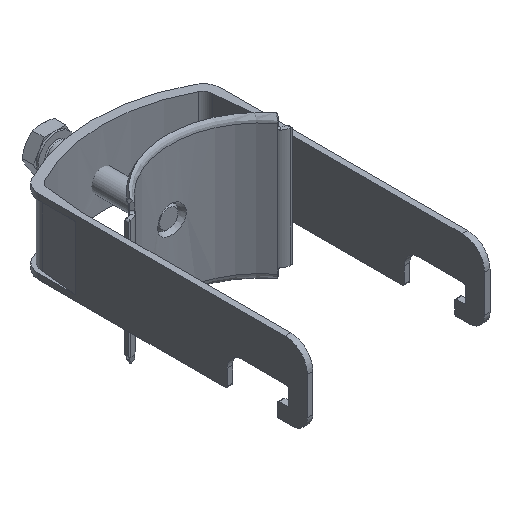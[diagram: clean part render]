
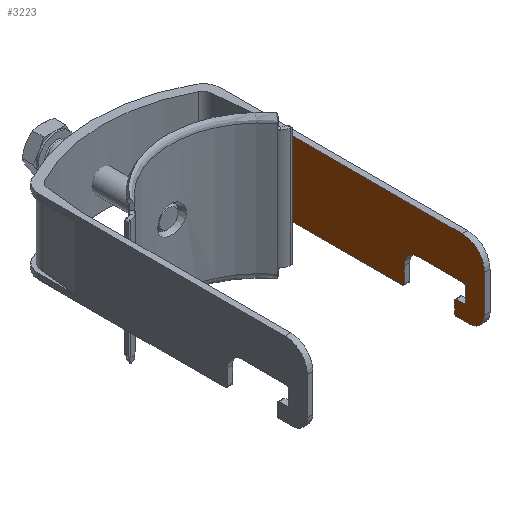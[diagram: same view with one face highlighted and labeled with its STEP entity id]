
A CAD part, isometric view. The second image highlights one B-rep face of the part: STEP entity #3223.
In plain terms, the highlighted planar face has unit normal (-1, 0, 0).
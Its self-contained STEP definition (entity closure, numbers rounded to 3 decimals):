
#209 = CARTESIAN_POINT ( 'NONE',  ( 23., 74., 9.5 ) ) ;
#211 = CARTESIAN_POINT ( 'NONE',  ( 23., 74.5, 6. ) ) ;
#212 = CARTESIAN_POINT ( 'NONE',  ( 23., 76.6, 6. ) ) ;
#214 = CARTESIAN_POINT ( 'NONE',  ( 23., 77., 1.85 ) ) ;
#216 = CARTESIAN_POINT ( 'NONE',  ( 23., 64.497, 1.25 ) ) ;
#217 = CARTESIAN_POINT ( 'NONE',  ( 23., 77., 5.6 ) ) ;
#218 = CARTESIAN_POINT ( 'NONE',  ( 23., 60.5, 5.247 ) ) ;
#219 = CARTESIAN_POINT ( 'NONE',  ( 23., 60.5, 9.5 ) ) ;
#221 = CARTESIAN_POINT ( 'NONE',  ( 23., 76.4, 1.25 ) ) ;
#225 = CARTESIAN_POINT ( 'NONE',  ( 23., 74., 6.5 ) ) ;
#234 = CARTESIAN_POINT ( 'NONE',  ( 23., 60., 10. ) ) ;
#242 = CARTESIAN_POINT ( 'NONE',  ( 23., 20.009, 10. ) ) ;
#281 = CARTESIAN_POINT ( 'NONE',  ( 23., 82., -4. ) ) ;
#283 = CARTESIAN_POINT ( 'NONE',  ( 23., 82., 6. ) ) ;
#285 = CARTESIAN_POINT ( 'NONE',  ( 23., 20.009, -10. ) ) ;
#296 = CARTESIAN_POINT ( 'NONE',  ( 23., 78., 10. ) ) ;
#297 = CARTESIAN_POINT ( 'NONE',  ( 23., 74.5, 10. ) ) ;
#298 = CARTESIAN_POINT ( 'NONE',  ( 23., 76., -10. ) ) ;
#624 = CARTESIAN_POINT ( 'NONE',  ( 23., 82., 10. ) ) ;
#628 = PLANE ( 'NONE',  #1181 ) ;
#630 = DIRECTION ( 'NONE',  ( -1., 0., 0. ) ) ;
#631 = DIRECTION ( 'NONE',  ( 0., -1., 0. ) ) ;
#824 = EDGE_CURVE ( 'NONE', #2528, #2440, #3638, .T. ) ;
#825 = EDGE_CURVE ( 'NONE', #2456, #2440, #3637, .T. ) ;
#826 = EDGE_CURVE ( 'NONE', #2456, #2442, #3651, .T. ) ;
#827 = EDGE_CURVE ( 'NONE', #2443, #2442, #3634, .T. ) ;
#828 = EDGE_CURVE ( 'NONE', #2448, #2443, #3633, .T. ) ;
#829 = EDGE_CURVE ( 'NONE', #2448, #2445, #3631, .T. ) ;
#830 = EDGE_CURVE ( 'NONE', #2452, #2445, #3630, .T. ) ;
#831 = EDGE_CURVE ( 'NONE', #2452, #2447, #3628, .T. ) ;
#832 = EDGE_CURVE ( 'NONE', #2449, #2447, #3627, .T. ) ;
#833 = EDGE_CURVE ( 'NONE', #2449, #2450, #3625, .T. ) ;
#834 = EDGE_CURVE ( 'NONE', #2450, #2465, #3624, .T. ) ;
#835 = EDGE_CURVE ( 'NONE', #2516, #2473, #3636, .T. ) ;
#836 = EDGE_CURVE ( 'NONE', #2529, #2512, #3621, .T. ) ;
#837 = EDGE_CURVE ( 'NONE', #2527, #2514, #3622, .T. ) ;
#859 = EDGE_CURVE ( 'NONE', #2473, #2465, #3586, .T. ) ;
#937 = EDGE_CURVE ( 'NONE', #2514, #2512, #3477, .T. ) ;
#938 = EDGE_CURVE ( 'NONE', #2516, #2529, #3475, .T. ) ;
#953 = EDGE_CURVE ( 'NONE', #2528, #2527, #3473, .T. ) ;
#1020 = AXIS2_PLACEMENT_3D ( 'NONE', #1343, #1344, #1345 ) ;
#1021 = AXIS2_PLACEMENT_3D ( 'NONE', #1349, #1350, #1351 ) ;
#1022 = AXIS2_PLACEMENT_3D ( 'NONE', #1354, #1355, #1356 ) ;
#1023 = AXIS2_PLACEMENT_3D ( 'NONE', #1359, #1360, #1361 ) ;
#1024 = AXIS2_PLACEMENT_3D ( 'NONE', #1363, #1364, #1365 ) ;
#1025 = AXIS2_PLACEMENT_3D ( 'NONE', #1367, #1368, #1369 ) ;
#1026 = AXIS2_PLACEMENT_3D ( 'NONE', #1372, #1373, #1374 ) ;
#1027 = AXIS2_PLACEMENT_3D ( 'NONE', #1377, #1378, #1379 ) ;
#1181 = AXIS2_PLACEMENT_3D ( 'NONE', #624, #630, #631 ) ;
#1337 = CARTESIAN_POINT ( 'NONE',  ( 23., 74., 10. ) ) ;
#1338 = DIRECTION ( 'NONE',  ( 0., 0., 1. ) ) ;
#1342 = DIRECTION ( 'NONE',  ( 0., -1., 0. ) ) ;
#1343 = CARTESIAN_POINT ( 'NONE',  ( 23., 74.5, 9.5 ) ) ;
#1344 = DIRECTION ( 'NONE',  ( 1., 0., 0. ) ) ;
#1345 = DIRECTION ( 'NONE',  ( 0., -1., 0. ) ) ;
#1346 = CARTESIAN_POINT ( 'NONE',  ( 23., 82., 6. ) ) ;
#1347 = CARTESIAN_POINT ( 'NONE',  ( 23., 77., 10. ) ) ;
#1348 = DIRECTION ( 'NONE',  ( 0., 0., -1. ) ) ;
#1349 = CARTESIAN_POINT ( 'NONE',  ( 23., 74.5, 6.5 ) ) ;
#1350 = DIRECTION ( 'NONE',  ( 1., 0., 0. ) ) ;
#1351 = DIRECTION ( 'NONE',  ( 0., -1., 0. ) ) ;
#1352 = CARTESIAN_POINT ( 'NONE',  ( 23., 82., 1.25 ) ) ;
#1353 = DIRECTION ( 'NONE',  ( 0., -1., 0. ) ) ;
#1354 = CARTESIAN_POINT ( 'NONE',  ( 23., 76.6, 5.6 ) ) ;
#1355 = DIRECTION ( 'NONE',  ( 1., 0., 0. ) ) ;
#1356 = DIRECTION ( 'NONE',  ( 0., -1., 0. ) ) ;
#1357 = CARTESIAN_POINT ( 'NONE',  ( 23., 60.5, 10. ) ) ;
#1358 = DIRECTION ( 'NONE',  ( 0., 0., 1. ) ) ;
#1359 = CARTESIAN_POINT ( 'NONE',  ( 23., 76.4, 1.85 ) ) ;
#1360 = DIRECTION ( 'NONE',  ( 1., 0., 0. ) ) ;
#1361 = DIRECTION ( 'NONE',  ( 0., -1., 0. ) ) ;
#1362 = DIRECTION ( 'NONE',  ( 0., 0., 1. ) ) ;
#1363 = CARTESIAN_POINT ( 'NONE',  ( 23., 64.497, 5.247 ) ) ;
#1364 = DIRECTION ( 'NONE',  ( 1., 0., 0. ) ) ;
#1365 = DIRECTION ( 'NONE',  ( 0., -1., 0. ) ) ;
#1366 = CARTESIAN_POINT ( 'NONE',  ( 23., 20.009, -8.5 ) ) ;
#1367 = CARTESIAN_POINT ( 'NONE',  ( 23., 60., 9.5 ) ) ;
#1368 = DIRECTION ( 'NONE',  ( 1., 0., 0. ) ) ;
#1369 = DIRECTION ( 'NONE',  ( 0., -1., 0. ) ) ;
#1372 = CARTESIAN_POINT ( 'NONE',  ( 23., 76., -4. ) ) ;
#1373 = DIRECTION ( 'NONE',  ( 1., 0., 0. ) ) ;
#1374 = DIRECTION ( 'NONE',  ( 0., -1., 0. ) ) ;
#1377 = CARTESIAN_POINT ( 'NONE',  ( 23., 78., 6. ) ) ;
#1378 = DIRECTION ( 'NONE',  ( -1., 0., 0. ) ) ;
#1379 = DIRECTION ( 'NONE',  ( 0., -1., 0. ) ) ;
#1492 = CARTESIAN_POINT ( 'NONE',  ( 23., 82., 10. ) ) ;
#1493 = DIRECTION ( 'NONE',  ( 0., 1., 0. ) ) ;
#2242 = EDGE_LOOP ( 'NONE', ( #2779, #2780, #2781, #2782, #2783, #2784, #2785, #2786, #2787, #2788, #2789, #2790, #2791, #2792, #2793, #2794, #2795, #2796 ) ) ;
#2440 = VERTEX_POINT ( 'NONE', #209 ) ;
#2442 = VERTEX_POINT ( 'NONE', #211 ) ;
#2443 = VERTEX_POINT ( 'NONE', #212 ) ;
#2445 = VERTEX_POINT ( 'NONE', #214 ) ;
#2447 = VERTEX_POINT ( 'NONE', #216 ) ;
#2448 = VERTEX_POINT ( 'NONE', #217 ) ;
#2449 = VERTEX_POINT ( 'NONE', #218 ) ;
#2450 = VERTEX_POINT ( 'NONE', #219 ) ;
#2452 = VERTEX_POINT ( 'NONE', #221 ) ;
#2456 = VERTEX_POINT ( 'NONE', #225 ) ;
#2465 = VERTEX_POINT ( 'NONE', #234 ) ;
#2473 = VERTEX_POINT ( 'NONE', #242 ) ;
#2512 = VERTEX_POINT ( 'NONE', #281 ) ;
#2514 = VERTEX_POINT ( 'NONE', #283 ) ;
#2516 = VERTEX_POINT ( 'NONE', #285 ) ;
#2527 = VERTEX_POINT ( 'NONE', #296 ) ;
#2528 = VERTEX_POINT ( 'NONE', #297 ) ;
#2529 = VERTEX_POINT ( 'NONE', #298 ) ;
#2779 = ORIENTED_EDGE ( 'NONE', *, *, #953, .T. ) ;
#2780 = ORIENTED_EDGE ( 'NONE', *, *, #837, .T. ) ;
#2781 = ORIENTED_EDGE ( 'NONE', *, *, #937, .T. ) ;
#2782 = ORIENTED_EDGE ( 'NONE', *, *, #836, .F. ) ;
#2783 = ORIENTED_EDGE ( 'NONE', *, *, #938, .F. ) ;
#2784 = ORIENTED_EDGE ( 'NONE', *, *, #835, .T. ) ;
#2785 = ORIENTED_EDGE ( 'NONE', *, *, #859, .T. ) ;
#2786 = ORIENTED_EDGE ( 'NONE', *, *, #834, .F. ) ;
#2787 = ORIENTED_EDGE ( 'NONE', *, *, #833, .F. ) ;
#2788 = ORIENTED_EDGE ( 'NONE', *, *, #832, .T. ) ;
#2789 = ORIENTED_EDGE ( 'NONE', *, *, #831, .F. ) ;
#2790 = ORIENTED_EDGE ( 'NONE', *, *, #830, .T. ) ;
#2791 = ORIENTED_EDGE ( 'NONE', *, *, #829, .F. ) ;
#2792 = ORIENTED_EDGE ( 'NONE', *, *, #828, .T. ) ;
#2793 = ORIENTED_EDGE ( 'NONE', *, *, #827, .T. ) ;
#2794 = ORIENTED_EDGE ( 'NONE', *, *, #826, .F. ) ;
#2795 = ORIENTED_EDGE ( 'NONE', *, *, #825, .T. ) ;
#2796 = ORIENTED_EDGE ( 'NONE', *, *, #824, .F. ) ;
#3223 = ADVANCED_FACE ( 'NONE', ( #3247 ), #628, .T. ) ;
#3247 = FACE_OUTER_BOUND ( 'NONE', #2242, .T. ) ;
#3448 = VECTOR ( 'NONE', #3995, 1000. ) ;
#3472 = VECTOR ( 'NONE', #3959, 1000. ) ;
#3473 = LINE ( 'NONE', #3987, #3448 ) ;
#3474 = VECTOR ( 'NONE', #3957, 1000. ) ;
#3475 = LINE ( 'NONE', #3958, #3472 ) ;
#3477 = LINE ( 'NONE', #3956, #3474 ) ;
#3583 = VECTOR ( 'NONE', #1493, 1000. ) ;
#3586 = LINE ( 'NONE', #1492, #3583 ) ;
#3620 = VECTOR ( 'NONE', #1362, 1000. ) ;
#3621 = CIRCLE ( 'NONE', #1026, 6. ) ;
#3622 = CIRCLE ( 'NONE', #1027, 4. ) ;
#3623 = VECTOR ( 'NONE', #1358, 1000. ) ;
#3624 = CIRCLE ( 'NONE', #1025, 0.5 ) ;
#3625 = LINE ( 'NONE', #1357, #3623 ) ;
#3626 = VECTOR ( 'NONE', #1353, 1000. ) ;
#3627 = CIRCLE ( 'NONE', #1024, 3.997 ) ;
#3628 = LINE ( 'NONE', #1352, #3626 ) ;
#3629 = VECTOR ( 'NONE', #1348, 1000. ) ;
#3630 = CIRCLE ( 'NONE', #1023, 0.6 ) ;
#3631 = LINE ( 'NONE', #1347, #3629 ) ;
#3632 = VECTOR ( 'NONE', #1342, 1000. ) ;
#3633 = CIRCLE ( 'NONE', #1022, 0.4 ) ;
#3634 = LINE ( 'NONE', #1346, #3632 ) ;
#3635 = VECTOR ( 'NONE', #1338, 1000. ) ;
#3636 = LINE ( 'NONE', #1366, #3620 ) ;
#3637 = LINE ( 'NONE', #1337, #3635 ) ;
#3638 = CIRCLE ( 'NONE', #1020, 0.5 ) ;
#3651 = CIRCLE ( 'NONE', #1021, 0.5 ) ;
#3956 = CARTESIAN_POINT ( 'NONE',  ( 23., 82., 10. ) ) ;
#3957 = DIRECTION ( 'NONE',  ( 0., 0., -1. ) ) ;
#3958 = CARTESIAN_POINT ( 'NONE',  ( 23., 82., -10. ) ) ;
#3959 = DIRECTION ( 'NONE',  ( 0., 1., 0. ) ) ;
#3987 = CARTESIAN_POINT ( 'NONE',  ( 23., 82., 10. ) ) ;
#3995 = DIRECTION ( 'NONE',  ( 0., 1., 0. ) ) ;
